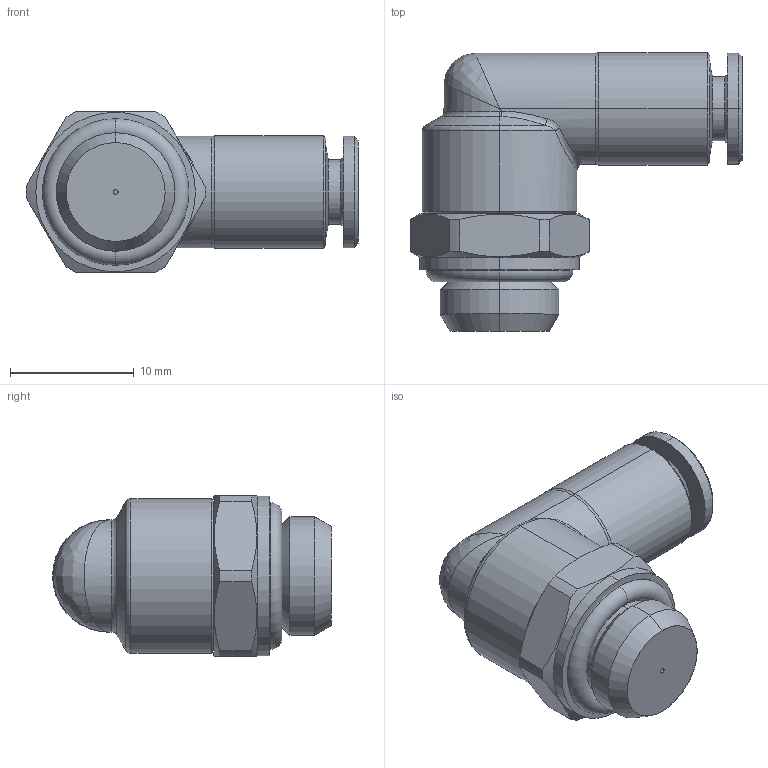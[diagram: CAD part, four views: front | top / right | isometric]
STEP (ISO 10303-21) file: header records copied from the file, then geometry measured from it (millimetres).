
FILE_DESCRIPTION(( 'MV.44.04.18-0.4.STEP' ), '1');
FILE_NAME( 'MV.44.04.18-0.4.STEP', '2018-10-05T11:51:57',( 'Sopra'),('sopra-pneumatic.com'), 'SwSTEP 2.0','SolidWorks 2009','' );
FILE_SCHEMA (( 'CONFIG_CONTROL_DESIGN' ));
Length unit declared in the file: millimetre
Products named in the file (1): 04340C11-04
Bounding box: 26.85 x 22.55 x 13 mm (x, y, z)
Volume: 2987.8 mm3; surface area: 1845.4 mm2
Topology: 2 solids, 2 shells, 86 faces, 190 edges, 110 vertices
Faces by surface type: cylinder 31, cone 23, plane 14, torus 12, bspline 6
Entity records: 3617 total; most frequent: CARTESIAN_POINT 1673, DIRECTION 412, ORIENTED_EDGE 376, EDGE_CURVE 188, AXIS2_PLACEMENT_3D 177, VERTEX_POINT 110, CIRCLE 96, EDGE_LOOP 92
